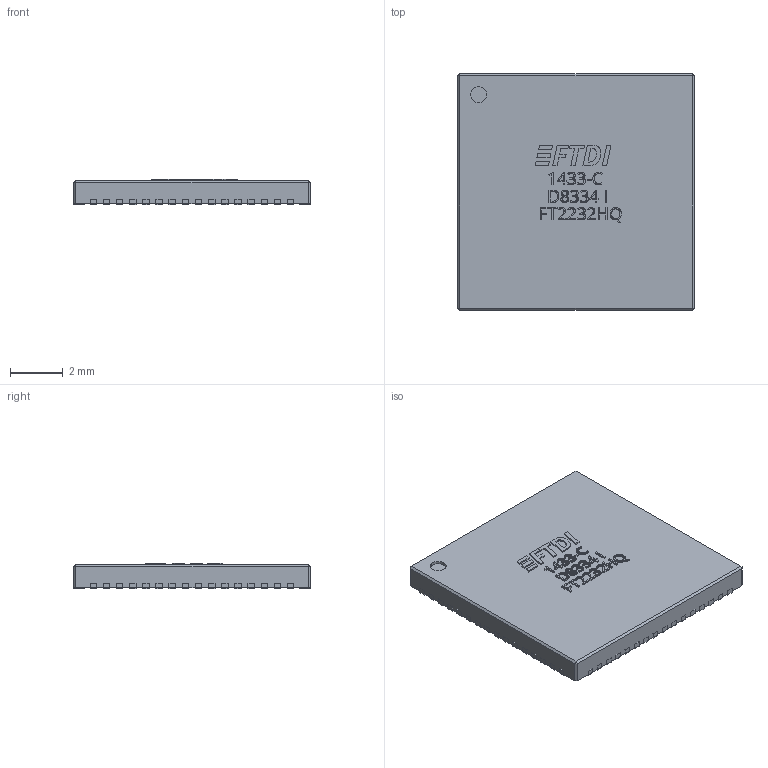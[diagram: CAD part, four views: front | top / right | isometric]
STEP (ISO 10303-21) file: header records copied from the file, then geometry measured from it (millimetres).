
FILE_DESCRIPTION(('FreeCAD Model'),'2;1');
FILE_NAME('FTDI_QFN-64.step', '2016-06-12T11:23:29',('Author'),(''), 'Open CASCADE STEP processor 6.8','FreeCAD','Unknown');
FILE_SCHEMA(('AUTOMOTIVE_DESIGN_CC2 { 1 2 10303 214 -1 1 5 4 }'));
Length unit declared in the file: inch
Products named in the file (7): ASSEMBLY; body; pads; text-ftdi; text-line2; text-line3; text-line4
Assembly tree (6 placements, depth 2):
  ASSEMBLY
    body
    pads
    text-ftdi
    text-line2
    text-line3
    text-line4
Bounding box: 9.04 x 9.04 x 0.95 mm (x, y, z)
Volume: 72.5 mm3; surface area: 227.2 mm2
Topology: 92 solids, 92 shells, 869 faces, 2040 edges, 1356 vertices
Faces by surface type: plane 573, extrusion 231, cylinder 65
Full cylindrical faces by diameter (mm): 0.6 x1
Entity records: 52571 total; most frequent: CARTESIAN_POINT 11052, DIRECTION 6782, VECTOR 5167, LINE 4936, ORIENTED_EDGE 4080, PCURVE 4080, DEFINITIONAL_REPRESENTATION 4080, EDGE_CURVE 2040
